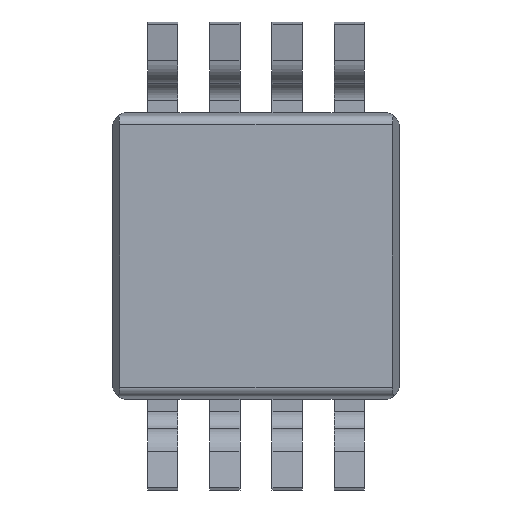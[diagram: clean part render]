
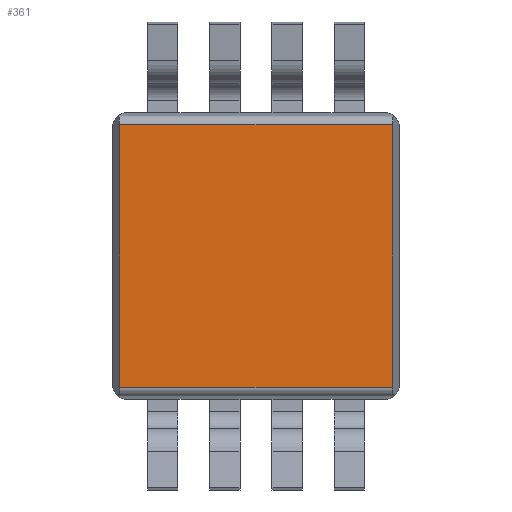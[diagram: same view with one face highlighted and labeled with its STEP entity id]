
A CAD part, front view. The second image highlights one B-rep face of the part: STEP entity #361.
In plain terms, the highlighted planar face has unit normal (0, -1, 0).
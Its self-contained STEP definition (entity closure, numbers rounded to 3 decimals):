
#141 = EDGE_CURVE ( 'NONE', #7984, #4013, #2327, .T. ) ;
#361 = ADVANCED_FACE ( 'NONE', ( #3916 ), #9138, .T. ) ;
#1430 = DIRECTION ( 'NONE',  ( 1., 0., 0. ) ) ;
#1651 = CARTESIAN_POINT ( 'NONE',  ( 1.428, -0.5, -1.5 ) ) ;
#1816 = CARTESIAN_POINT ( 'NONE',  ( -1.428, -0.5, -1.5 ) ) ;
#2240 = DIRECTION ( 'NONE',  ( 0., 0., -1. ) ) ;
#2327 = LINE ( 'NONE', #9169, #7452 ) ;
#2438 = DIRECTION ( 'NONE',  ( 1., 0., 0. ) ) ;
#2638 = EDGE_LOOP ( 'NONE', ( #2883, #5059, #8570, #4227 ) ) ;
#2883 = ORIENTED_EDGE ( 'NONE', *, *, #141, .F. ) ;
#3112 = LINE ( 'NONE', #1651, #5538 ) ;
#3196 = CARTESIAN_POINT ( 'NONE',  ( -1.5, -0.5, -1.372 ) ) ;
#3527 = VECTOR ( 'NONE', #7207, 1000. ) ;
#3877 = AXIS2_PLACEMENT_3D ( 'NONE', #4604, #9085, #2240 ) ;
#3916 = FACE_OUTER_BOUND ( 'NONE', #2638, .T. ) ;
#4013 = VERTEX_POINT ( 'NONE', #4233 ) ;
#4227 = ORIENTED_EDGE ( 'NONE', *, *, #6198, .T. ) ;
#4233 = CARTESIAN_POINT ( 'NONE',  ( 1.428, -0.5, 1.372 ) ) ;
#4328 = CARTESIAN_POINT ( 'NONE',  ( -1.428, -0.5, 1.372 ) ) ;
#4334 = VERTEX_POINT ( 'NONE', #4344 ) ;
#4344 = CARTESIAN_POINT ( 'NONE',  ( -1.428, -0.5, -1.372 ) ) ;
#4604 = CARTESIAN_POINT ( 'NONE',  ( -1.5, -0.5, 1.372 ) ) ;
#4733 = EDGE_CURVE ( 'NONE', #4334, #7984, #6404, .T. ) ;
#5059 = ORIENTED_EDGE ( 'NONE', *, *, #4733, .F. ) ;
#5538 = VECTOR ( 'NONE', #6187, 1000. ) ;
#5698 = EDGE_CURVE ( 'NONE', #4334, #8165, #9324, .T. ) ;
#6187 = DIRECTION ( 'NONE',  ( 0., 0., 1. ) ) ;
#6198 = EDGE_CURVE ( 'NONE', #8165, #4013, #3112, .T. ) ;
#6404 = LINE ( 'NONE', #1816, #3527 ) ;
#6671 = VECTOR ( 'NONE', #2438, 1000. ) ;
#7207 = DIRECTION ( 'NONE',  ( 0., 0., 1. ) ) ;
#7452 = VECTOR ( 'NONE', #1430, 1000. ) ;
#7828 = CARTESIAN_POINT ( 'NONE',  ( 1.428, -0.5, -1.372 ) ) ;
#7984 = VERTEX_POINT ( 'NONE', #4328 ) ;
#8165 = VERTEX_POINT ( 'NONE', #7828 ) ;
#8570 = ORIENTED_EDGE ( 'NONE', *, *, #5698, .T. ) ;
#9085 = DIRECTION ( 'NONE',  ( 0., -1., 0. ) ) ;
#9138 = PLANE ( 'NONE',  #3877 ) ;
#9169 = CARTESIAN_POINT ( 'NONE',  ( -1.5, -0.5, 1.372 ) ) ;
#9324 = LINE ( 'NONE', #3196, #6671 ) ;
